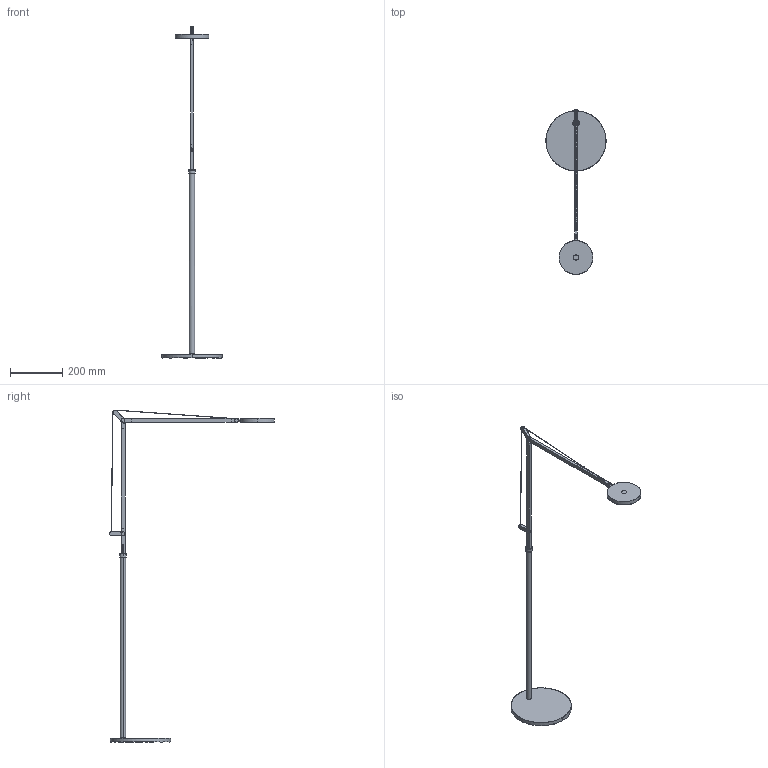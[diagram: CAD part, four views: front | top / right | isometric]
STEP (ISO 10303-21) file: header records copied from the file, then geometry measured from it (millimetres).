
FILE_DESCRIPTION(/* description */ (''),/* implementation_level */ '2;1');
FILE_NAME(/* name */ 'demetra terra',/* time_stamp */ '2016-05-02T12:18:08+02:00',/* author */ (''),/* organization */ (''),/* preprocessor_version */ 'ST-DEVELOPER v15',/* originating_system */ '',/* authorisation */ '');
FILE_SCHEMA (('AUTOMOTIVE_DESIGN'));
Length unit declared in the file: millimetre
Products named in the file (15): Document; Blocco 01; Blocco 02; Blocco 03; Blocco 04; Blocco 05; Blocco 06; Blocco 07; Blocco 08; Blocco 09; Blocco 10; Blocco 11; Blocco 12; Blocco 13; Blocco 14
Assembly tree (14 placements, depth 2):
  Document
    Blocco 01
    Blocco 02
    Blocco 03
    Blocco 04
    Blocco 05
    Blocco 06
    Blocco 07
    Blocco 08
    Blocco 09
    Blocco 10
    Blocco 11
    Blocco 12
    Blocco 13
    Blocco 14
Bounding box: 231.44 x 634.06 x 1275.64 mm (x, y, z)
Surface area: 195747.5 mm2 (no closed solid volume)
Topology: 0 solids, 122 shells, 128 faces, 501 edges, 505 vertices
Faces by surface type: plane 74, bspline 54
Entity records: 7299 total; most frequent: CARTESIAN_POINT 4143, ORIENTED_EDGE 488, EDGE_CURVE 476, VERTEX_POINT 464, DIRECTION 164, B_SPLINE_CURVE_WITH_KNOTS 152, PRESENTATION_LAYER_ASSIGNMENT 147, EDGE_LOOP 139
